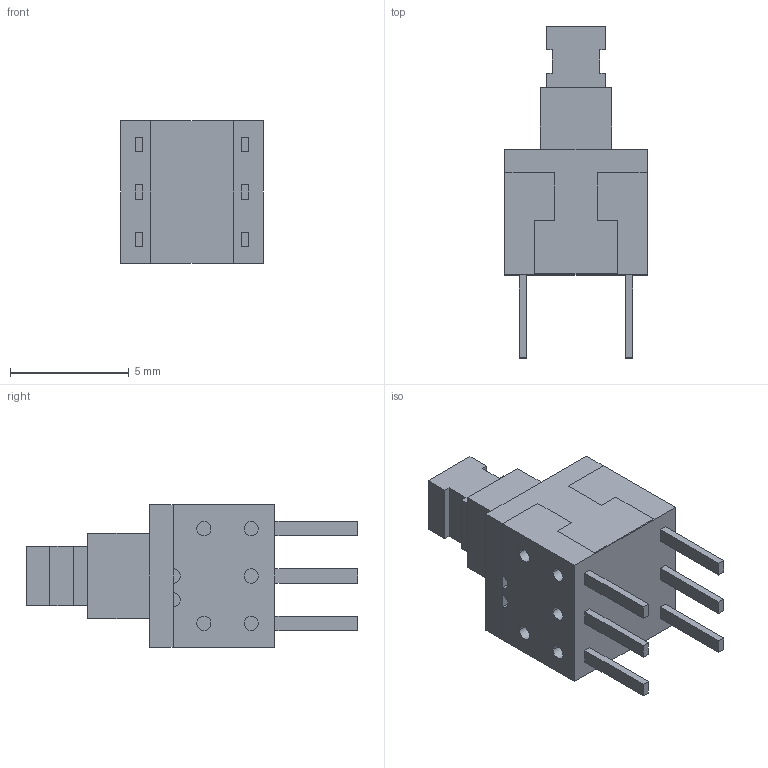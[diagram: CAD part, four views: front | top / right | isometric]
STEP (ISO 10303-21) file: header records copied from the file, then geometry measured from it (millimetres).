
FILE_DESCRIPTION (( 'STEP AP214' ), '1' );
FILE_NAME ('MHPS2266.STEP', '2022-12-08T12:40:23', ( '' ), ( '' ), 'SwSTEP 2.0', 'SolidWorks 2022', '' );
FILE_SCHEMA (( 'AUTOMOTIVE_DESIGN' ));
Length unit declared in the file: millimetre
Products named in the file (1): MHPS2266
Bounding box: 6 x 14 x 6 mm (x, y, z)
Volume: 236 mm3; surface area: 545.3 mm2
Topology: 3 solids, 3 shells, 117 faces, 282 edges, 188 vertices
Faces by surface type: plane 91, cylinder 26
Entity records: 3770 total; most frequent: CARTESIAN_POINT 588, DIRECTION 570, ORIENTED_EDGE 564, EDGE_CURVE 282, LINE 230, VECTOR 230, VERTEX_POINT 188, AXIS2_PLACEMENT_3D 170
